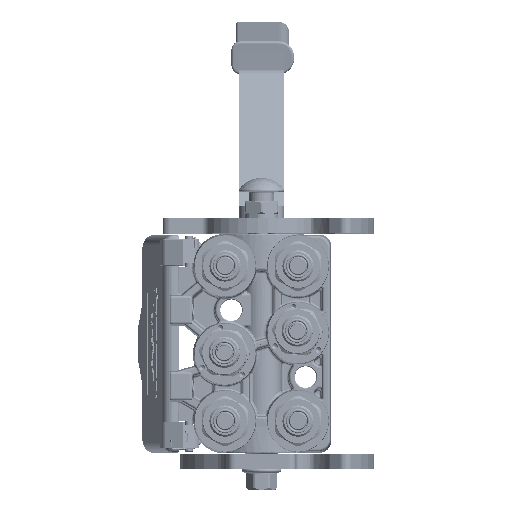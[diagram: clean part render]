
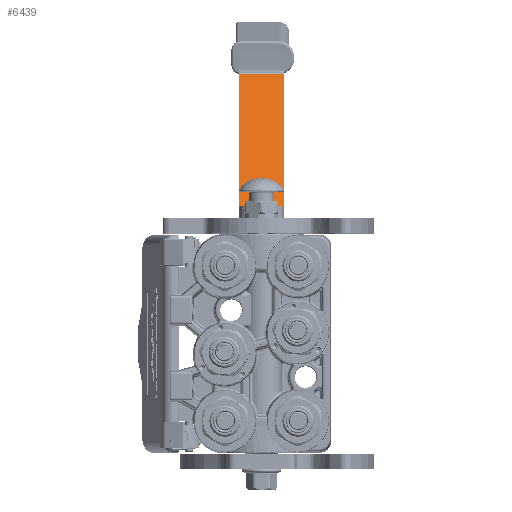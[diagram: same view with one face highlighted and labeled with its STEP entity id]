
A CAD part, top view. The second image highlights one B-rep face of the part: STEP entity #6439.
In plain terms, the highlighted face is planar.
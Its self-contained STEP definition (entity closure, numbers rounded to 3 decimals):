
#6439 = ADVANCED_FACE ( 'NONE', ( #123826 ), #140706, .T. ) ;
#10268 = CARTESIAN_POINT ( 'NONE',  ( -33.586, -15., -116.414 ) ) ;
#10506 = CARTESIAN_POINT ( 'NONE',  ( -120.238, -15., -29.762 ) ) ;
#19678 = DIRECTION ( 'NONE',  ( 0.707, 0., 0.707 ) ) ;
#22064 = DIRECTION ( 'NONE',  ( 0., 1., 0. ) ) ;
#23515 = CARTESIAN_POINT ( 'NONE',  ( -120.238, 15., -29.762 ) ) ;
#48777 = CARTESIAN_POINT ( 'NONE',  ( -120.238, 15., -29.762 ) ) ;
#53395 = ORIENTED_EDGE ( 'NONE', *, *, #125674, .T. ) ;
#53869 = VECTOR ( 'NONE', #125341, 1000. ) ;
#64732 = CARTESIAN_POINT ( 'NONE',  ( -33.586, -15., -116.414 ) ) ;
#65027 = ORIENTED_EDGE ( 'NONE', *, *, #158330, .F. ) ;
#71654 = ORIENTED_EDGE ( 'NONE', *, *, #73269, .T. ) ;
#73269 = EDGE_CURVE ( 'NONE', #80745, #120953, #170250, .T. ) ;
#73354 = LINE ( 'NONE', #64732, #108539 ) ;
#76941 = CARTESIAN_POINT ( 'NONE',  ( -120.238, 15., -29.762 ) ) ;
#79259 = EDGE_CURVE ( 'NONE', #120953, #165214, #102809, .T. ) ;
#80745 = VERTEX_POINT ( 'NONE', #23515 ) ;
#88705 = VECTOR ( 'NONE', #93101, 1000. ) ;
#89545 = EDGE_LOOP ( 'NONE', ( #193612, #53395, #65027, #71654 ) ) ;
#93101 = DIRECTION ( 'NONE',  ( 0.707, 0., -0.707 ) ) ;
#95030 = CARTESIAN_POINT ( 'NONE',  ( -120.238, -15., -29.762 ) ) ;
#97666 = AXIS2_PLACEMENT_3D ( 'NONE', #111339, #19678, #125677 ) ;
#100184 = VECTOR ( 'NONE', #106416, 1000. ) ;
#102809 = LINE ( 'NONE', #95030, #88705 ) ;
#106416 = DIRECTION ( 'NONE',  ( 0., -1., 0. ) ) ;
#108539 = VECTOR ( 'NONE', #22064, 1000. ) ;
#111339 = CARTESIAN_POINT ( 'NONE',  ( -122.468, -15., -27.532 ) ) ;
#120953 = VERTEX_POINT ( 'NONE', #10506 ) ;
#123826 = FACE_OUTER_BOUND ( 'NONE', #89545, .T. ) ;
#125341 = DIRECTION ( 'NONE',  ( 0.707, 0., -0.707 ) ) ;
#125674 = EDGE_CURVE ( 'NONE', #165214, #150692, #73354, .T. ) ;
#125677 = DIRECTION ( 'NONE',  ( 0.707, 0., -0.707 ) ) ;
#140706 = PLANE ( 'NONE',  #97666 ) ;
#150692 = VERTEX_POINT ( 'NONE', #177853 ) ;
#158330 = EDGE_CURVE ( 'NONE', #80745, #150692, #163831, .T. ) ;
#163831 = LINE ( 'NONE', #48777, #53869 ) ;
#165214 = VERTEX_POINT ( 'NONE', #10268 ) ;
#170250 = LINE ( 'NONE', #76941, #100184 ) ;
#177853 = CARTESIAN_POINT ( 'NONE',  ( -33.586, 15., -116.414 ) ) ;
#193612 = ORIENTED_EDGE ( 'NONE', *, *, #79259, .T. ) ;
